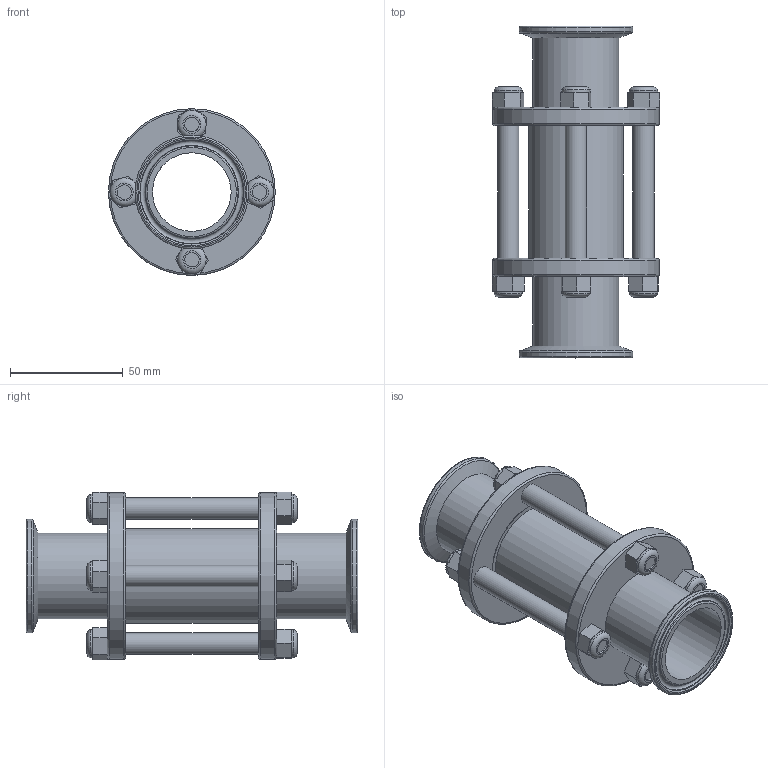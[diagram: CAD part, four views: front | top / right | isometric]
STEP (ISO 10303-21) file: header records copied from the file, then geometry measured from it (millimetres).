
FILE_DESCRIPTION(/* description */ ('STEP AP203'),/* implementation_level */ '2;1');
FILE_NAME(/* name */ '54BMPS-1.50.stp',/* time_stamp */ '2024-03-11T11:02:31-04:00',/* author */ ('brad'),/* organization */ (''),/* preprocessor_version */ 'ST-DEVELOPER v20',/* originating_system */ 'Autodesk Inventor 2024',/* authorisation */ '');
FILE_SCHEMA (('AUTOMOTIVE_DESIGN { 1 0 10303 214 3 1 1 }'));
Length unit declared in the file: millimetre
Products named in the file (6): 1.5¦T§¨µøµ¡(¾ã²
Õ); 1.5¦Tµøµ¡¬Á¼þ; 1.5¦Tµøµ¡¹Ô¤ù; 1.5¦Tµøµ¡¥»Åé; 1-2-2µøµ¡Á³±ì; µøµ¡Á³¥À
Assembly tree (17 placements, depth 2):
  1.5¦T§¨µøµ¡(¾ã²
Õ)
    1.5¦Tµøµ¡¥»Åé  x2
    1.5¦Tµøµ¡¹Ô¤ù  x2
    1.5¦Tµøµ¡¬Á¼þ
    1-2-2µøµ¡Á³±ì  x4
    µøµ¡Á³¥À  x8
Bounding box: 74.21 x 147.2 x 74.44 mm (x, y, z)
Volume: 122239.6 mm3; surface area: 83746.3 mm2
Topology: 17 solids, 17 shells, 1028 faces, 2854 edges, 1868 vertices
Faces by surface type: cone 718, plane 146, cylinder 142, torus 22
Full cylindrical faces by diameter (mm): 8.2 x8, 9.5 x4, 12.6 x8, 34.9 x2, 35.2 x1, 35.8 x2, 38.1 x2, 42 x3, 45.8 x2, 46 x2, 50.4 x2, 74 x2
Entity records: 7979 total; most frequent: CARTESIAN_POINT 1831, DIRECTION 1407, ORIENTED_EDGE 1192, AXIS2_PLACEMENT_3D 606, EDGE_CURVE 596, VERTEX_POINT 391, CIRCLE 364, EDGE_LOOP 239
